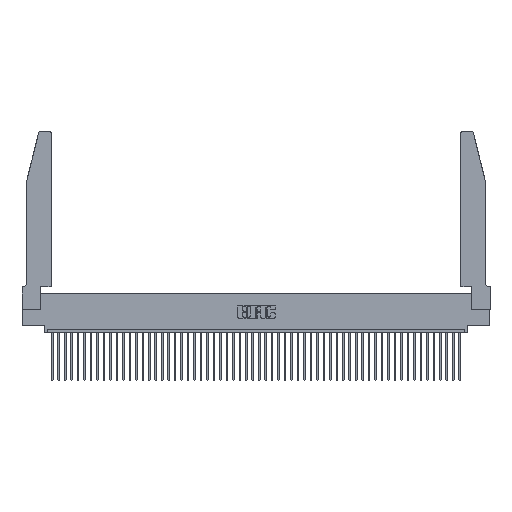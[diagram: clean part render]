
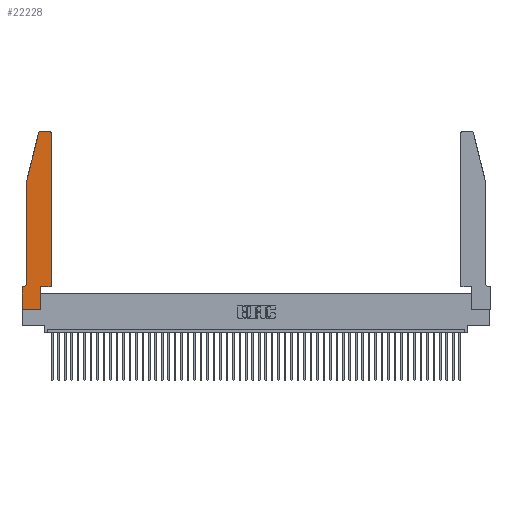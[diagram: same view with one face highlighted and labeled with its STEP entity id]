
A CAD part, top view. The second image highlights one B-rep face of the part: STEP entity #22228.
In plain terms, the highlighted planar face has unit normal (0, 0, 1).
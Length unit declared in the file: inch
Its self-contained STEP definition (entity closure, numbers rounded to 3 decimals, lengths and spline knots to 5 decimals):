
#89 = VECTOR ( 'NONE', #6456, 39.37008 ) ;
#186 = VECTOR ( 'NONE', #2241, 39.37008 ) ;
#2241 = DIRECTION ( 'NONE',  ( 0., -1., 0. ) ) ;
#2641 = EDGE_CURVE ( 'NONE', #35601, #38170, #43690, .T. ) ;
#2664 = DIRECTION ( 'NONE',  ( 1., 0., 0. ) ) ;
#3216 = DIRECTION ( 'NONE',  ( 0., 0., 1. ) ) ;
#3230 = VECTOR ( 'NONE', #19891, 39.37008 ) ;
#4210 = VERTEX_POINT ( 'NONE', #43131 ) ;
#4991 = CARTESIAN_POINT ( 'NONE',  ( 0.0055, 0.42, 0.37 ) ) ;
#5425 = LINE ( 'NONE', #17782, #36297 ) ;
#5732 = CARTESIAN_POINT ( 'NONE',  ( 0.0755, 2., 0.37 ) ) ;
#6456 = DIRECTION ( 'NONE',  ( 0., -1., 0. ) ) ;
#6546 = VECTOR ( 'NONE', #25827, 39.37008 ) ;
#7198 = AXIS2_PLACEMENT_3D ( 'NONE', #49486, #29724, #41372 ) ;
#7507 = CARTESIAN_POINT ( 'NONE',  ( 0.0055, 0.35, 0.37 ) ) ;
#8645 = VECTOR ( 'NONE', #40609, 39.37008 ) ;
#8688 = ORIENTED_EDGE ( 'NONE', *, *, #2641, .T. ) ;
#8752 = CARTESIAN_POINT ( 'NONE',  ( 0.0755, 0.42, 0.37 ) ) ;
#8780 = VERTEX_POINT ( 'NONE', #9679 ) ;
#9265 = LINE ( 'NONE', #37723, #46754 ) ;
#9679 = CARTESIAN_POINT ( 'NONE',  ( 0.4505, 0.35, 0.37 ) ) ;
#10212 = CARTESIAN_POINT ( 'NONE',  ( 0.2605, 2.75, 0.37 ) ) ;
#11573 = EDGE_CURVE ( 'NONE', #31270, #4210, #5425, .T. ) ;
#12265 = LINE ( 'NONE', #18482, #18331 ) ;
#12267 = CARTESIAN_POINT ( 'NONE',  ( 0.4205, 2.75, 0.37 ) ) ;
#12334 = CARTESIAN_POINT ( 'NONE',  ( 0., 0., 0.37 ) ) ;
#12920 = LINE ( 'NONE', #25595, #186 ) ;
#13566 = LINE ( 'NONE', #35120, #3230 ) ;
#14164 = CIRCLE ( 'NONE', #32274, 0.07 ) ;
#14328 = AXIS2_PLACEMENT_3D ( 'NONE', #18492, #3216, #49404 ) ;
#15027 = ORIENTED_EDGE ( 'NONE', *, *, #11573, .T. ) ;
#16648 = ORIENTED_EDGE ( 'NONE', *, *, #27410, .T. ) ;
#16704 = EDGE_LOOP ( 'NONE', ( #8688, #21970, #42990, #29045, #16648, #18134, #35592, #15027, #28755, #29955, #20260, #45504 ) ) ;
#16715 = DIRECTION ( 'NONE',  ( -1., 0., 0. ) ) ;
#17782 = CARTESIAN_POINT ( 'NONE',  ( 0., 0., 0.37 ) ) ;
#18134 = ORIENTED_EDGE ( 'NONE', *, *, #33704, .T. ) ;
#18259 = DIRECTION ( 'NONE',  ( 0., 0., 1. ) ) ;
#18331 = VECTOR ( 'NONE', #26422, 39.37008 ) ;
#18436 = CARTESIAN_POINT ( 'NONE',  ( 0.284, 2.72, 0.37 ) ) ;
#18482 = CARTESIAN_POINT ( 'NONE',  ( 0.0755, 2., 0.37 ) ) ;
#18492 = CARTESIAN_POINT ( 'NONE',  ( 0.4205, 2.72, 0.37 ) ) ;
#18653 = CARTESIAN_POINT ( 'NONE',  ( 0.2865, 0.35, 0.37 ) ) ;
#19007 = VERTEX_POINT ( 'NONE', #39438 ) ;
#19291 = EDGE_CURVE ( 'NONE', #19007, #36353, #12265, .T. ) ;
#19503 = DIRECTION ( 'NONE',  ( -1., 0., 0. ) ) ;
#19891 = DIRECTION ( 'NONE',  ( 0., 1., 0. ) ) ;
#20090 = LINE ( 'NONE', #22325, #89 ) ;
#20260 = ORIENTED_EDGE ( 'NONE', *, *, #48875, .T. ) ;
#20406 = VERTEX_POINT ( 'NONE', #8752 ) ;
#21762 = CARTESIAN_POINT ( 'NONE',  ( 0.4505, 0.35, 0.37 ) ) ;
#21970 = ORIENTED_EDGE ( 'NONE', *, *, #40017, .T. ) ;
#22152 = CARTESIAN_POINT ( 'NONE',  ( 0., 0.35, 0.37 ) ) ;
#22228 = ADVANCED_FACE ( 'NONE', ( #31706 ), #41184, .T. ) ;
#22325 = CARTESIAN_POINT ( 'NONE',  ( 0.0755, 2., 0.37 ) ) ;
#22450 = EDGE_CURVE ( 'NONE', #4210, #34616, #13566, .T. ) ;
#23156 = VECTOR ( 'NONE', #19503, 39.37008 ) ;
#23741 = LINE ( 'NONE', #39247, #23156 ) ;
#25595 = CARTESIAN_POINT ( 'NONE',  ( 0., 0., 0.37 ) ) ;
#25827 = DIRECTION ( 'NONE',  ( 1., 0., 0. ) ) ;
#26065 = DIRECTION ( 'NONE',  ( 0., 1., 0. ) ) ;
#26422 = DIRECTION ( 'NONE',  ( -0.239, -0.971, 0. ) ) ;
#27410 = EDGE_CURVE ( 'NONE', #20406, #43348, #14164, .T. ) ;
#28315 = LINE ( 'NONE', #21762, #6546 ) ;
#28343 = DIRECTION ( 'NONE',  ( 0., 0., -1. ) ) ;
#28755 = ORIENTED_EDGE ( 'NONE', *, *, #22450, .T. ) ;
#29045 = ORIENTED_EDGE ( 'NONE', *, *, #33966, .T. ) ;
#29724 = DIRECTION ( 'NONE',  ( 0., 0., 1. ) ) ;
#29955 = ORIENTED_EDGE ( 'NONE', *, *, #45115, .T. ) ;
#31270 = VERTEX_POINT ( 'NONE', #12334 ) ;
#31626 = VERTEX_POINT ( 'NONE', #41957 ) ;
#31706 = FACE_OUTER_BOUND ( 'NONE', #16704, .T. ) ;
#32046 = CIRCLE ( 'NONE', #14328, 0.03 ) ;
#32274 = AXIS2_PLACEMENT_3D ( 'NONE', #4991, #28343, #16715 ) ;
#33331 = EDGE_CURVE ( 'NONE', #44507, #31270, #12920, .T. ) ;
#33704 = EDGE_CURVE ( 'NONE', #43348, #44507, #23741, .T. ) ;
#33966 = EDGE_CURVE ( 'NONE', #36353, #20406, #20090, .T. ) ;
#34616 = VERTEX_POINT ( 'NONE', #18653 ) ;
#35120 = CARTESIAN_POINT ( 'NONE',  ( 0.2865, 0.35, 0.37 ) ) ;
#35592 = ORIENTED_EDGE ( 'NONE', *, *, #33331, .T. ) ;
#35601 = VERTEX_POINT ( 'NONE', #12267 ) ;
#35904 = EDGE_CURVE ( 'NONE', #31626, #35601, #32046, .T. ) ;
#36297 = VECTOR ( 'NONE', #48356, 39.37008 ) ;
#36353 = VERTEX_POINT ( 'NONE', #5732 ) ;
#37723 = CARTESIAN_POINT ( 'NONE',  ( 0.4505, 0.35, 0.37 ) ) ;
#38170 = VERTEX_POINT ( 'NONE', #44947 ) ;
#39247 = CARTESIAN_POINT ( 'NONE',  ( 0.0755, 0.35, 0.37 ) ) ;
#39438 = CARTESIAN_POINT ( 'NONE',  ( 0.25487, 2.72718, 0.37 ) ) ;
#40017 = EDGE_CURVE ( 'NONE', #38170, #19007, #44124, .T. ) ;
#40609 = DIRECTION ( 'NONE',  ( -1., 0., 0. ) ) ;
#41184 = PLANE ( 'NONE',  #7198 ) ;
#41372 = DIRECTION ( 'NONE',  ( 1., 0., 0. ) ) ;
#41957 = CARTESIAN_POINT ( 'NONE',  ( 0.4505, 2.72, 0.37 ) ) ;
#42257 = AXIS2_PLACEMENT_3D ( 'NONE', #18436, #18259, #2664 ) ;
#42990 = ORIENTED_EDGE ( 'NONE', *, *, #19291, .T. ) ;
#43131 = CARTESIAN_POINT ( 'NONE',  ( 0.2865, 0., 0.37 ) ) ;
#43348 = VERTEX_POINT ( 'NONE', #7507 ) ;
#43690 = LINE ( 'NONE', #10212, #8645 ) ;
#44124 = CIRCLE ( 'NONE', #42257, 0.03 ) ;
#44507 = VERTEX_POINT ( 'NONE', #22152 ) ;
#44947 = CARTESIAN_POINT ( 'NONE',  ( 0.284, 2.75, 0.37 ) ) ;
#45115 = EDGE_CURVE ( 'NONE', #34616, #8780, #28315, .T. ) ;
#45504 = ORIENTED_EDGE ( 'NONE', *, *, #35904, .T. ) ;
#46754 = VECTOR ( 'NONE', #26065, 39.37008 ) ;
#48356 = DIRECTION ( 'NONE',  ( 1., 0., 0. ) ) ;
#48875 = EDGE_CURVE ( 'NONE', #8780, #31626, #9265, .T. ) ;
#49404 = DIRECTION ( 'NONE',  ( 1., 0., 0. ) ) ;
#49486 = CARTESIAN_POINT ( 'NONE',  ( 0., 0.35, 0.37 ) ) ;
